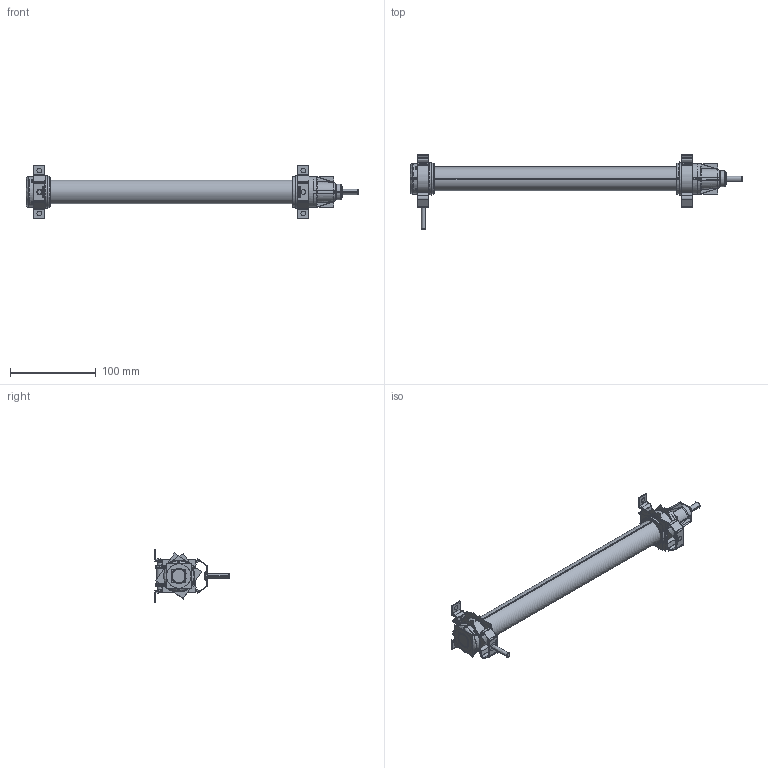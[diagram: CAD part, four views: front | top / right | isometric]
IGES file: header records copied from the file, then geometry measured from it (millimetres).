
Start section:  PTC IGES file: 204407_sm01.igs
Global section: file name: 204407_sm01.igs; native system: Creo Parametric by PTC Inc.; preprocessor: 2019292; author: PDMAdmin; organization: Unknown; date: 20221101.100246; units: millimetre
Bounding box: 387.68 x 87.01 x 62.44 mm (x, y, z)
Volume: 258262.1 mm3; surface area: 398947 mm2
Topology: 15 solids, 12 shells, 2408 faces, 14048 edges, 19110 vertices
Faces by surface type: bspline 1696, revolution 712
